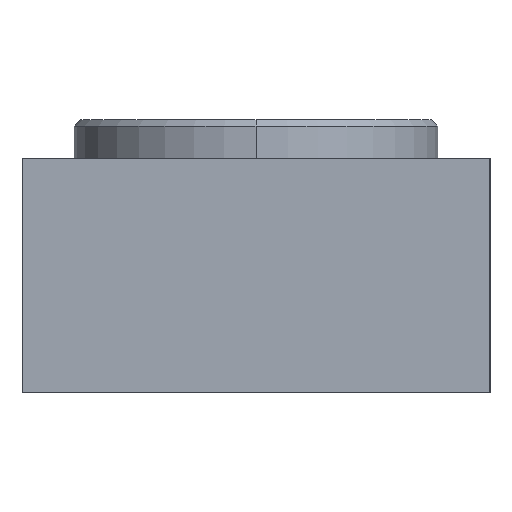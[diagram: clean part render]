
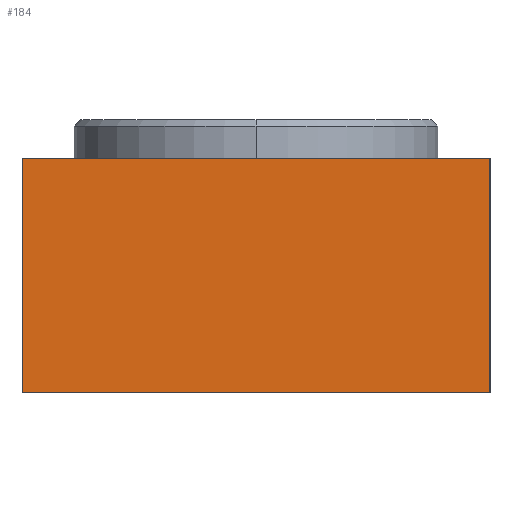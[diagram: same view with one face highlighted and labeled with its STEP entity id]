
A CAD part, left-side view. The second image highlights one B-rep face of the part: STEP entity #184.
In plain terms, the highlighted planar face has unit normal (-1, 0, 0).
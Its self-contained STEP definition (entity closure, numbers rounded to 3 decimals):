
#11 = FACE_OUTER_BOUND ( 'NONE', #194, .T. ) ;
#43 = ORIENTED_EDGE ( 'NONE', *, *, #921, .T. ) ;
#79 = ORIENTED_EDGE ( 'NONE', *, *, #925, .F. ) ;
#103 = ORIENTED_EDGE ( 'NONE', *, *, #931, .F. ) ;
#184 = ADVANCED_FACE ( 'NONE', ( #11 ), #535, .F. ) ;
#194 = EDGE_LOOP ( 'NONE', ( #305, #79, #103, #43 ) ) ;
#305 = ORIENTED_EDGE ( 'NONE', *, *, #926, .T. ) ;
#344 = CARTESIAN_POINT ( 'NONE',  ( -27.5, 18., 18. ) ) ;
#364 = CARTESIAN_POINT ( 'NONE',  ( -27.5, -18., 18. ) ) ;
#365 = DIRECTION ( 'NONE',  ( 0., 0., -1. ) ) ;
#371 = CARTESIAN_POINT ( 'NONE',  ( -27.5, -18., 18. ) ) ;
#374 = CARTESIAN_POINT ( 'NONE',  ( -27.5, 18., 18. ) ) ;
#390 = CARTESIAN_POINT ( 'NONE',  ( -27.5, -18., 0. ) ) ;
#419 = DIRECTION ( 'NONE',  ( 0., -1., 0. ) ) ;
#426 = DIRECTION ( 'NONE',  ( 0., 0., -1. ) ) ;
#450 = VERTEX_POINT ( 'NONE', #560 ) ;
#475 = CARTESIAN_POINT ( 'NONE',  ( -27.5, -18., 18. ) ) ;
#480 = CARTESIAN_POINT ( 'NONE',  ( -27.5, -18., 0. ) ) ;
#490 = VERTEX_POINT ( 'NONE', #480 ) ;
#531 = VERTEX_POINT ( 'NONE', #475 ) ;
#535 = PLANE ( 'NONE',  #808 ) ;
#560 = CARTESIAN_POINT ( 'NONE',  ( -27.5, 18., 0. ) ) ;
#561 = DIRECTION ( 'NONE',  ( 0., -1., 0. ) ) ;
#563 = DIRECTION ( 'NONE',  ( 0., 0., -1. ) ) ;
#565 = CARTESIAN_POINT ( 'NONE',  ( -27.5, -18., 18. ) ) ;
#571 = DIRECTION ( 'NONE',  ( 1., 0., 0. ) ) ;
#584 = VERTEX_POINT ( 'NONE', #344 ) ;
#758 = VECTOR ( 'NONE', #426, 1000. ) ;
#761 = LINE ( 'NONE', #371, #791 ) ;
#763 = LINE ( 'NONE', #374, #758 ) ;
#788 = LINE ( 'NONE', #364, #792 ) ;
#791 = VECTOR ( 'NONE', #365, 1000. ) ;
#792 = VECTOR ( 'NONE', #561, 1000. ) ;
#808 = AXIS2_PLACEMENT_3D ( 'NONE', #565, #571, #563 ) ;
#850 = LINE ( 'NONE', #390, #863 ) ;
#863 = VECTOR ( 'NONE', #419, 1000. ) ;
#921 = EDGE_CURVE ( 'NONE', #584, #450, #763, .T. ) ;
#925 = EDGE_CURVE ( 'NONE', #531, #490, #761, .T. ) ;
#926 = EDGE_CURVE ( 'NONE', #450, #490, #850, .T. ) ;
#931 = EDGE_CURVE ( 'NONE', #584, #531, #788, .T. ) ;
